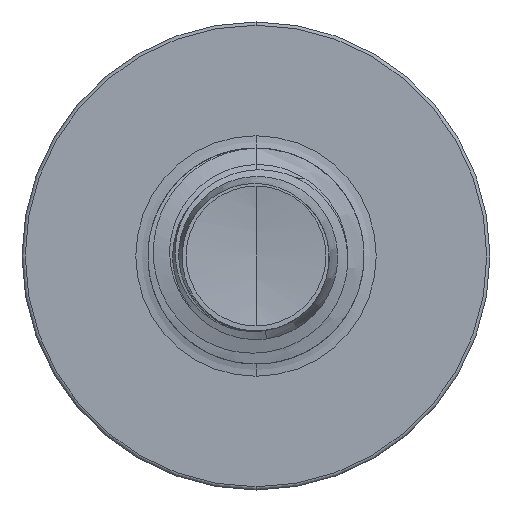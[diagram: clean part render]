
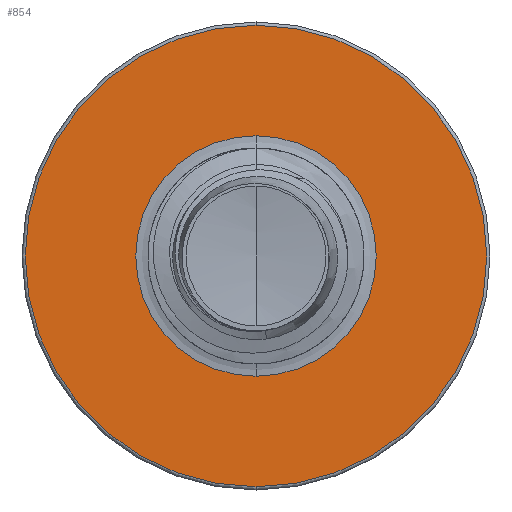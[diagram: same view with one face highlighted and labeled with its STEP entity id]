
A CAD part, front view. The second image highlights one B-rep face of the part: STEP entity #854.
In plain terms, the highlighted planar face has unit normal (0, -1, 0).
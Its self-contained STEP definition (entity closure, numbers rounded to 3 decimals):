
#570 = EDGE_CURVE ( 'NONE', #32817, #11368, #4914, .T. ) ;
#854 = ADVANCED_FACE ( 'NONE', ( #11197, #33412 ), #18148, .F. ) ;
#1268 = AXIS2_PLACEMENT_3D ( 'NONE', #20616, #15924, #8807 ) ;
#1634 = VERTEX_POINT ( 'NONE', #27533 ) ;
#3500 = CARTESIAN_POINT ( 'NONE',  ( 0., 16., 3.205 ) ) ;
#4094 = CARTESIAN_POINT ( 'NONE',  ( 0., 16., 0. ) ) ;
#4914 = CIRCLE ( 'NONE', #21703, 1.67 ) ;
#5019 = DIRECTION ( 'NONE',  ( 0., 1., 0. ) ) ;
#5223 = ORIENTED_EDGE ( 'NONE', *, *, #7742, .T. ) ;
#6794 = DIRECTION ( 'NONE',  ( 0., 0., 1. ) ) ;
#7742 = EDGE_CURVE ( 'NONE', #11368, #32817, #27122, .T. ) ;
#8807 = DIRECTION ( 'NONE',  ( 0., 0., 1. ) ) ;
#9147 = EDGE_CURVE ( 'NONE', #1634, #23436, #15805, .T. ) ;
#11197 = FACE_OUTER_BOUND ( 'NONE', #21004, .T. ) ;
#11368 = VERTEX_POINT ( 'NONE', #12182 ) ;
#11805 = AXIS2_PLACEMENT_3D ( 'NONE', #13524, #32252, #16201 ) ;
#12182 = CARTESIAN_POINT ( 'NONE',  ( 0., 16., 1.67 ) ) ;
#13524 = CARTESIAN_POINT ( 'NONE',  ( 0., 16., 0. ) ) ;
#13606 = AXIS2_PLACEMENT_3D ( 'NONE', #4094, #22818, #6794 ) ;
#15805 = CIRCLE ( 'NONE', #13606, 3.205 ) ;
#15924 = DIRECTION ( 'NONE',  ( 0., 1., 0. ) ) ;
#16201 = DIRECTION ( 'NONE',  ( 0., 0., 1. ) ) ;
#18148 = PLANE ( 'NONE',  #1268 ) ;
#18357 = AXIS2_PLACEMENT_3D ( 'NONE', #21074, #5019, #23740 ) ;
#19886 = CARTESIAN_POINT ( 'NONE',  ( 0., 16., -1.67 ) ) ;
#20616 = CARTESIAN_POINT ( 'NONE',  ( 0., 16., -1.67 ) ) ;
#21004 = EDGE_LOOP ( 'NONE', ( #33183, #33058 ) ) ;
#21074 = CARTESIAN_POINT ( 'NONE',  ( 0., 16., 0. ) ) ;
#21318 = DIRECTION ( 'NONE',  ( 0., 1., 0. ) ) ;
#21703 = AXIS2_PLACEMENT_3D ( 'NONE', #21774, #21318, #23287 ) ;
#21774 = CARTESIAN_POINT ( 'NONE',  ( 0., 16., 0. ) ) ;
#22818 = DIRECTION ( 'NONE',  ( 0., 1., 0. ) ) ;
#23094 = EDGE_LOOP ( 'NONE', ( #5223, #34056 ) ) ;
#23287 = DIRECTION ( 'NONE',  ( 0., 0., 1. ) ) ;
#23436 = VERTEX_POINT ( 'NONE', #3500 ) ;
#23740 = DIRECTION ( 'NONE',  ( 0., 0., 1. ) ) ;
#25096 = EDGE_CURVE ( 'NONE', #23436, #1634, #28256, .T. ) ;
#27122 = CIRCLE ( 'NONE', #11805, 1.67 ) ;
#27533 = CARTESIAN_POINT ( 'NONE',  ( 0., 16., -3.205 ) ) ;
#28256 = CIRCLE ( 'NONE', #18357, 3.205 ) ;
#32252 = DIRECTION ( 'NONE',  ( 0., 1., 0. ) ) ;
#32817 = VERTEX_POINT ( 'NONE', #19886 ) ;
#33058 = ORIENTED_EDGE ( 'NONE', *, *, #9147, .F. ) ;
#33183 = ORIENTED_EDGE ( 'NONE', *, *, #25096, .F. ) ;
#33412 = FACE_BOUND ( 'NONE', #23094, .T. ) ;
#34056 = ORIENTED_EDGE ( 'NONE', *, *, #570, .T. ) ;
